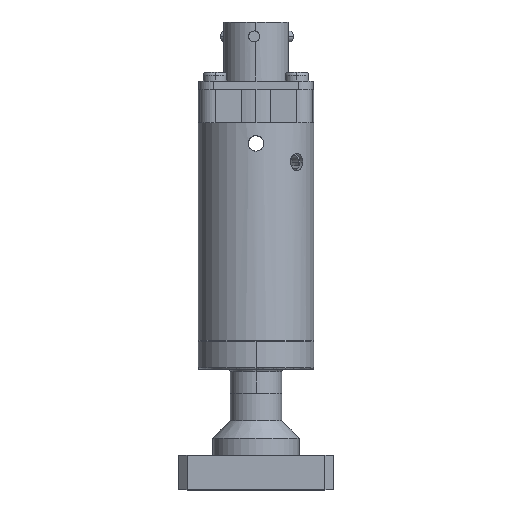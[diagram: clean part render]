
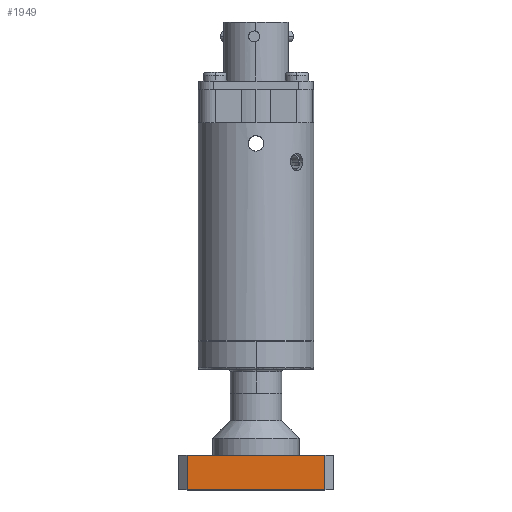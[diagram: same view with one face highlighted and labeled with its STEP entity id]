
A CAD part, top view. The second image highlights one B-rep face of the part: STEP entity #1949.
In plain terms, the highlighted planar face has unit normal (0, 0, 1).
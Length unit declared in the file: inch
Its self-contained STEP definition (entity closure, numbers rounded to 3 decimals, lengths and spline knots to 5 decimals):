
#110 = VERTEX_POINT ( 'NONE', #5288 ) ;
#123 = VECTOR ( 'NONE', #2633, 39.37008 ) ;
#296 = DIRECTION ( 'NONE',  ( 0., -1., 0. ) ) ;
#571 = VERTEX_POINT ( 'NONE', #6230 ) ;
#572 = CARTESIAN_POINT ( 'NONE',  ( -0.56, 0.25, 0.56 ) ) ;
#948 = LINE ( 'NONE', #2523, #4725 ) ;
#1087 = CARTESIAN_POINT ( 'NONE',  ( -0.5, 0.25, 0.56 ) ) ;
#1280 = DIRECTION ( 'NONE',  ( 1., 0., 0. ) ) ;
#1321 = FACE_OUTER_BOUND ( 'NONE', #2426, .T. ) ;
#1360 = ORIENTED_EDGE ( 'NONE', *, *, #1647, .T. ) ;
#1647 = EDGE_CURVE ( 'NONE', #571, #110, #2032, .T. ) ;
#1949 = ADVANCED_FACE ( 'NONE', ( #1321 ), #4092, .F. ) ;
#2032 = LINE ( 'NONE', #3348, #123 ) ;
#2426 = EDGE_LOOP ( 'NONE', ( #6373, #1360, #4432, #3323 ) ) ;
#2523 = CARTESIAN_POINT ( 'NONE',  ( -0.56, 0., 0.56 ) ) ;
#2583 = CARTESIAN_POINT ( 'NONE',  ( -0.5, 0., 0.56 ) ) ;
#2633 = DIRECTION ( 'NONE',  ( 0., 1., 0. ) ) ;
#2731 = CARTESIAN_POINT ( 'NONE',  ( -0.56, 0.25, 0.56 ) ) ;
#2919 = EDGE_CURVE ( 'NONE', #5025, #4629, #4293, .T. ) ;
#3323 = ORIENTED_EDGE ( 'NONE', *, *, #2919, .T. ) ;
#3348 = CARTESIAN_POINT ( 'NONE',  ( 0.5, 0.25, 0.56 ) ) ;
#3440 = DIRECTION ( 'NONE',  ( 0., 1., 0. ) ) ;
#4092 = PLANE ( 'NONE',  #7514 ) ;
#4293 = LINE ( 'NONE', #5264, #7884 ) ;
#4432 = ORIENTED_EDGE ( 'NONE', *, *, #6148, .F. ) ;
#4629 = VERTEX_POINT ( 'NONE', #2583 ) ;
#4725 = VECTOR ( 'NONE', #6077, 39.37008 ) ;
#5025 = VERTEX_POINT ( 'NONE', #1087 ) ;
#5240 = DIRECTION ( 'NONE',  ( 0., 0., -1. ) ) ;
#5264 = CARTESIAN_POINT ( 'NONE',  ( -0.5, 0.25, 0.56 ) ) ;
#5288 = CARTESIAN_POINT ( 'NONE',  ( 0.5, 0.25, 0.56 ) ) ;
#6045 = VECTOR ( 'NONE', #1280, 39.37008 ) ;
#6077 = DIRECTION ( 'NONE',  ( 1., 0., 0. ) ) ;
#6148 = EDGE_CURVE ( 'NONE', #5025, #110, #6284, .T. ) ;
#6230 = CARTESIAN_POINT ( 'NONE',  ( 0.5, 0., 0.56 ) ) ;
#6284 = LINE ( 'NONE', #572, #6045 ) ;
#6373 = ORIENTED_EDGE ( 'NONE', *, *, #8418, .T. ) ;
#7514 = AXIS2_PLACEMENT_3D ( 'NONE', #2731, #5240, #3440 ) ;
#7884 = VECTOR ( 'NONE', #296, 39.37008 ) ;
#8418 = EDGE_CURVE ( 'NONE', #4629, #571, #948, .T. ) ;
